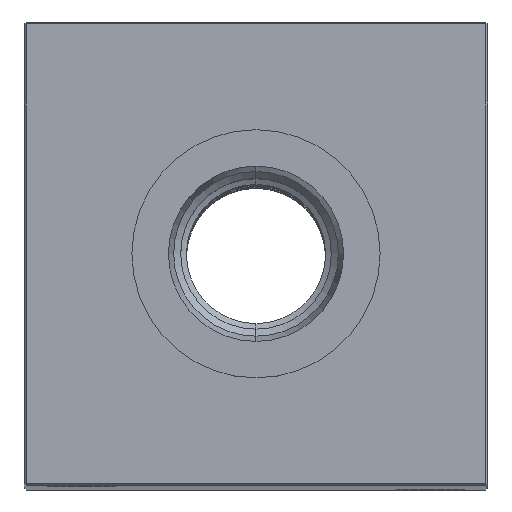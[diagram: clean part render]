
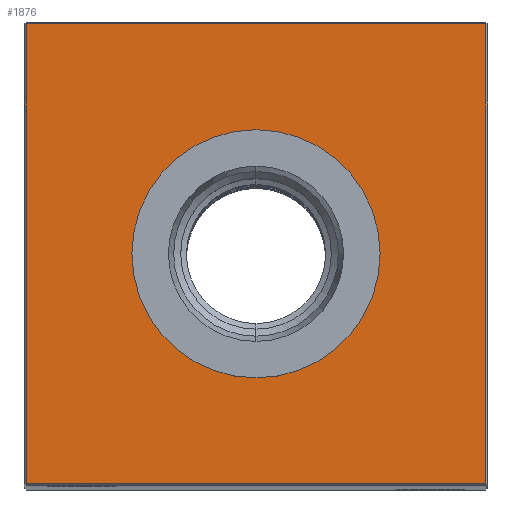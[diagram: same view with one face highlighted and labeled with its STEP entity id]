
A CAD part, top view. The second image highlights one B-rep face of the part: STEP entity #1876.
In plain terms, the highlighted planar face has unit normal (0, 0, 1).
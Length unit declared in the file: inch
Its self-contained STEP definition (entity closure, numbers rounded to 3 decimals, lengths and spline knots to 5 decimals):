
#374 = FACE_OUTER_BOUND ( 'NONE', #8536, .T. ) ;
#687 = PLANE ( 'NONE',  #15513 ) ;
#760 = VERTEX_POINT ( 'NONE', #9443 ) ;
#1312 = CARTESIAN_POINT ( 'NONE',  ( 1.24, -1.24, 13.75 ) ) ;
#1440 = ORIENTED_EDGE ( 'NONE', *, *, #26160, .T. ) ;
#1876 = ADVANCED_FACE ( 'NONE', ( #374, #26171 ), #687, .F. ) ;
#2301 = VERTEX_POINT ( 'NONE', #1312 ) ;
#2917 = VERTEX_POINT ( 'NONE', #8288 ) ;
#3135 = CIRCLE ( 'NONE', #22508, 0.66929 ) ;
#3367 = CIRCLE ( 'NONE', #26208, 0.66929 ) ;
#3562 = LINE ( 'NONE', #17863, #26272 ) ;
#3666 = ORIENTED_EDGE ( 'NONE', *, *, #28817, .T. ) ;
#4691 = DIRECTION ( 'NONE',  ( 0., 1., 0. ) ) ;
#4877 = CARTESIAN_POINT ( 'NONE',  ( 0., 0., 13.75 ) ) ;
#5178 = CARTESIAN_POINT ( 'NONE',  ( 0., 0., 13.75 ) ) ;
#6088 = VECTOR ( 'NONE', #4691, 39.37008 ) ;
#6620 = EDGE_LOOP ( 'NONE', ( #14872, #27315 ) ) ;
#6727 = CARTESIAN_POINT ( 'NONE',  ( 1.24, 0., 13.75 ) ) ;
#6758 = DIRECTION ( 'NONE',  ( 0., 0., -1. ) ) ;
#6784 = LINE ( 'NONE', #23124, #29245 ) ;
#7016 = CARTESIAN_POINT ( 'NONE',  ( 0., 0.66929, 13.75 ) ) ;
#7382 = DIRECTION ( 'NONE',  ( -1., 0., 0. ) ) ;
#8288 = CARTESIAN_POINT ( 'NONE',  ( -1.24, -1.24, 13.75 ) ) ;
#8536 = EDGE_LOOP ( 'NONE', ( #3666, #30317, #29833, #1440 ) ) ;
#8555 = DIRECTION ( 'NONE',  ( 0., -1., 0. ) ) ;
#9055 = CARTESIAN_POINT ( 'NONE',  ( 0., 1.24, 13.75 ) ) ;
#9443 = CARTESIAN_POINT ( 'NONE',  ( 0., -0.66929, 13.75 ) ) ;
#10169 = DIRECTION ( 'NONE',  ( -1., 0., 0. ) ) ;
#13445 = VERTEX_POINT ( 'NONE', #21331 ) ;
#13507 = EDGE_CURVE ( 'NONE', #2301, #25161, #28024, .T. ) ;
#14145 = DIRECTION ( 'NONE',  ( -1., 0., 0. ) ) ;
#14872 = ORIENTED_EDGE ( 'NONE', *, *, #15460, .T. ) ;
#15460 = EDGE_CURVE ( 'NONE', #25053, #760, #3135, .T. ) ;
#15513 = AXIS2_PLACEMENT_3D ( 'NONE', #5178, #21827, #10169 ) ;
#17863 = CARTESIAN_POINT ( 'NONE',  ( -1.24, 0., 13.75 ) ) ;
#21331 = CARTESIAN_POINT ( 'NONE',  ( -1.24, 1.24, 13.75 ) ) ;
#21827 = DIRECTION ( 'NONE',  ( 0., 0., -1. ) ) ;
#22475 = CARTESIAN_POINT ( 'NONE',  ( 1.24, 1.24, 13.75 ) ) ;
#22508 = AXIS2_PLACEMENT_3D ( 'NONE', #4877, #6758, #7382 ) ;
#23124 = CARTESIAN_POINT ( 'NONE',  ( 0., -1.24, 13.75 ) ) ;
#24238 = VECTOR ( 'NONE', #25688, 39.37008 ) ;
#25053 = VERTEX_POINT ( 'NONE', #7016 ) ;
#25161 = VERTEX_POINT ( 'NONE', #22475 ) ;
#25688 = DIRECTION ( 'NONE',  ( -1., 0., 0. ) ) ;
#25992 = CARTESIAN_POINT ( 'NONE',  ( 0., 0., 13.75 ) ) ;
#26098 = EDGE_CURVE ( 'NONE', #760, #25053, #3367, .T. ) ;
#26160 = EDGE_CURVE ( 'NONE', #25161, #13445, #30363, .T. ) ;
#26171 = FACE_BOUND ( 'NONE', #6620, .T. ) ;
#26208 = AXIS2_PLACEMENT_3D ( 'NONE', #25992, #30063, #14145 ) ;
#26272 = VECTOR ( 'NONE', #8555, 39.37008 ) ;
#27315 = ORIENTED_EDGE ( 'NONE', *, *, #26098, .T. ) ;
#28024 = LINE ( 'NONE', #6727, #6088 ) ;
#28148 = EDGE_CURVE ( 'NONE', #2917, #2301, #6784, .T. ) ;
#28243 = DIRECTION ( 'NONE',  ( 1., 0., 0. ) ) ;
#28817 = EDGE_CURVE ( 'NONE', #13445, #2917, #3562, .T. ) ;
#29245 = VECTOR ( 'NONE', #28243, 39.37008 ) ;
#29833 = ORIENTED_EDGE ( 'NONE', *, *, #13507, .T. ) ;
#30063 = DIRECTION ( 'NONE',  ( 0., 0., -1. ) ) ;
#30317 = ORIENTED_EDGE ( 'NONE', *, *, #28148, .T. ) ;
#30363 = LINE ( 'NONE', #9055, #24238 ) ;
